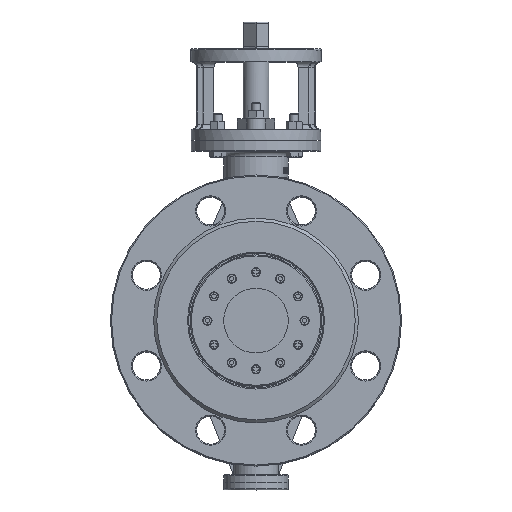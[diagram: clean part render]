
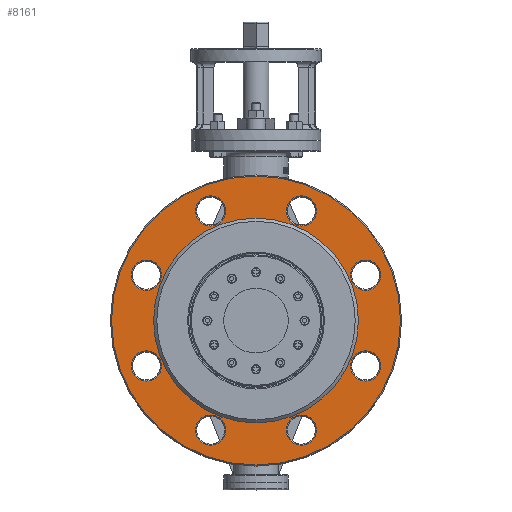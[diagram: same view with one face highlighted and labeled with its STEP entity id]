
A CAD part, top view. The second image highlights one B-rep face of the part: STEP entity #8161.
In plain terms, the highlighted planar face has unit normal (0, 0, 1).
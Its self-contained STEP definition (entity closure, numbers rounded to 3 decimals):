
#299=FACE_BOUND('',#1788,.T.);
#300=FACE_BOUND('',#1789,.T.);
#301=FACE_BOUND('',#1790,.T.);
#302=FACE_BOUND('',#1791,.T.);
#303=FACE_BOUND('',#1792,.T.);
#304=FACE_BOUND('',#1793,.T.);
#305=FACE_BOUND('',#1794,.T.);
#306=FACE_BOUND('',#1795,.T.);
#307=FACE_BOUND('',#1796,.T.);
#674=CIRCLE('',#8942,95.);
#676=CIRCLE('',#8945,134.);
#677=CIRCLE('',#8946,14.);
#678=CIRCLE('',#8947,14.);
#679=CIRCLE('',#8948,14.);
#680=CIRCLE('',#8949,14.);
#681=CIRCLE('',#8950,14.);
#682=CIRCLE('',#8951,14.);
#683=CIRCLE('',#8952,14.);
#684=CIRCLE('',#8953,14.);
#921=PLANE('',#8944);
#1266=FACE_OUTER_BOUND('',#1787,.T.);
#1787=EDGE_LOOP('',(#6434));
#1788=EDGE_LOOP('',(#6435));
#1789=EDGE_LOOP('',(#6436));
#1790=EDGE_LOOP('',(#6437));
#1791=EDGE_LOOP('',(#6438));
#1792=EDGE_LOOP('',(#6439));
#1793=EDGE_LOOP('',(#6440));
#1794=EDGE_LOOP('',(#6441));
#1795=EDGE_LOOP('',(#6442));
#1796=EDGE_LOOP('',(#6443));
#3700=VERTEX_POINT('',#15961);
#3702=VERTEX_POINT('',#15967);
#3703=VERTEX_POINT('',#15969);
#3704=VERTEX_POINT('',#15971);
#3705=VERTEX_POINT('',#15973);
#3706=VERTEX_POINT('',#15975);
#3707=VERTEX_POINT('',#15977);
#3708=VERTEX_POINT('',#15979);
#3709=VERTEX_POINT('',#15981);
#3710=VERTEX_POINT('',#15983);
#4663=EDGE_CURVE('',#3700,#3700,#674,.T.);
#4666=EDGE_CURVE('',#3702,#3702,#676,.T.);
#4667=EDGE_CURVE('',#3703,#3703,#677,.T.);
#4668=EDGE_CURVE('',#3704,#3704,#678,.T.);
#4669=EDGE_CURVE('',#3705,#3705,#679,.T.);
#4670=EDGE_CURVE('',#3706,#3706,#680,.T.);
#4671=EDGE_CURVE('',#3707,#3707,#681,.T.);
#4672=EDGE_CURVE('',#3708,#3708,#682,.T.);
#4673=EDGE_CURVE('',#3709,#3709,#683,.T.);
#4674=EDGE_CURVE('',#3710,#3710,#684,.T.);
#6434=ORIENTED_EDGE('',*,*,#4666,.F.);
#6435=ORIENTED_EDGE('',*,*,#4667,.F.);
#6436=ORIENTED_EDGE('',*,*,#4668,.F.);
#6437=ORIENTED_EDGE('',*,*,#4669,.F.);
#6438=ORIENTED_EDGE('',*,*,#4670,.F.);
#6439=ORIENTED_EDGE('',*,*,#4671,.F.);
#6440=ORIENTED_EDGE('',*,*,#4672,.F.);
#6441=ORIENTED_EDGE('',*,*,#4673,.F.);
#6442=ORIENTED_EDGE('',*,*,#4674,.F.);
#6443=ORIENTED_EDGE('',*,*,#4663,.F.);
#8161=ADVANCED_FACE('',(#1266,#299,#300,#301,#302,#303,#304,#305,#306,#307),
#921,.T.);
#8942=AXIS2_PLACEMENT_3D('',#15962,#10601,#10602);
#8944=AXIS2_PLACEMENT_3D('',#15966,#10606,#10607);
#8945=AXIS2_PLACEMENT_3D('',#15968,#10608,#10609);
#8946=AXIS2_PLACEMENT_3D('',#15970,#10610,#10611);
#8947=AXIS2_PLACEMENT_3D('',#15972,#10612,#10613);
#8948=AXIS2_PLACEMENT_3D('',#15974,#10614,#10615);
#8949=AXIS2_PLACEMENT_3D('',#15976,#10616,#10617);
#8950=AXIS2_PLACEMENT_3D('',#15978,#10618,#10619);
#8951=AXIS2_PLACEMENT_3D('',#15980,#10620,#10621);
#8952=AXIS2_PLACEMENT_3D('',#15982,#10622,#10623);
#8953=AXIS2_PLACEMENT_3D('',#15984,#10624,#10625);
#10601=DIRECTION('center_axis',(0.,0.,1.));
#10602=DIRECTION('ref_axis',(-1.,0.,0.));
#10606=DIRECTION('center_axis',(0.,0.,1.));
#10607=DIRECTION('ref_axis',(1.,0.,0.));
#10608=DIRECTION('center_axis',(0.,0.,-1.));
#10609=DIRECTION('ref_axis',(-1.,0.,0.));
#10610=DIRECTION('center_axis',(0.,0.,1.));
#10611=DIRECTION('ref_axis',(-1.,0.,0.));
#10612=DIRECTION('center_axis',(0.,0.,1.));
#10613=DIRECTION('ref_axis',(-1.,0.,0.));
#10614=DIRECTION('center_axis',(0.,0.,1.));
#10615=DIRECTION('ref_axis',(-1.,0.,0.));
#10616=DIRECTION('center_axis',(0.,0.,1.));
#10617=DIRECTION('ref_axis',(-1.,0.,0.));
#10618=DIRECTION('center_axis',(0.,0.,1.));
#10619=DIRECTION('ref_axis',(-1.,0.,0.));
#10620=DIRECTION('center_axis',(0.,0.,1.));
#10621=DIRECTION('ref_axis',(-1.,0.,0.));
#10622=DIRECTION('center_axis',(0.,0.,1.));
#10623=DIRECTION('ref_axis',(-1.,0.,0.));
#10624=DIRECTION('center_axis',(0.,0.,1.));
#10625=DIRECTION('ref_axis',(-1.,0.,0.));
#15961=CARTESIAN_POINT('',(95.,0.,11.5));
#15962=CARTESIAN_POINT('Origin',(0.,0.,11.5));
#15966=CARTESIAN_POINT('Origin',(0.,0.,11.5));
#15967=CARTESIAN_POINT('',(134.,0.,11.5));
#15968=CARTESIAN_POINT('Origin',(0.,0.,11.5));
#15969=CARTESIAN_POINT('',(-28.095,-101.627,11.5));
#15970=CARTESIAN_POINT('Origin',(-42.095,-101.627,11.5));
#15971=CARTESIAN_POINT('',(115.627,-42.095,11.5));
#15972=CARTESIAN_POINT('Origin',(101.627,-42.095,11.5));
#15973=CARTESIAN_POINT('',(-28.095,101.627,11.5));
#15974=CARTESIAN_POINT('Origin',(-42.095,101.627,11.5));
#15975=CARTESIAN_POINT('',(115.627,42.095,11.5));
#15976=CARTESIAN_POINT('Origin',(101.627,42.095,11.5));
#15977=CARTESIAN_POINT('',(56.095,101.627,11.5));
#15978=CARTESIAN_POINT('Origin',(42.095,101.627,11.5));
#15979=CARTESIAN_POINT('',(-87.627,42.095,11.5));
#15980=CARTESIAN_POINT('Origin',(-101.627,42.095,11.5));
#15981=CARTESIAN_POINT('',(56.095,-101.627,11.5));
#15982=CARTESIAN_POINT('Origin',(42.095,-101.627,11.5));
#15983=CARTESIAN_POINT('',(-87.627,-42.095,11.5));
#15984=CARTESIAN_POINT('Origin',(-101.627,-42.095,11.5));
